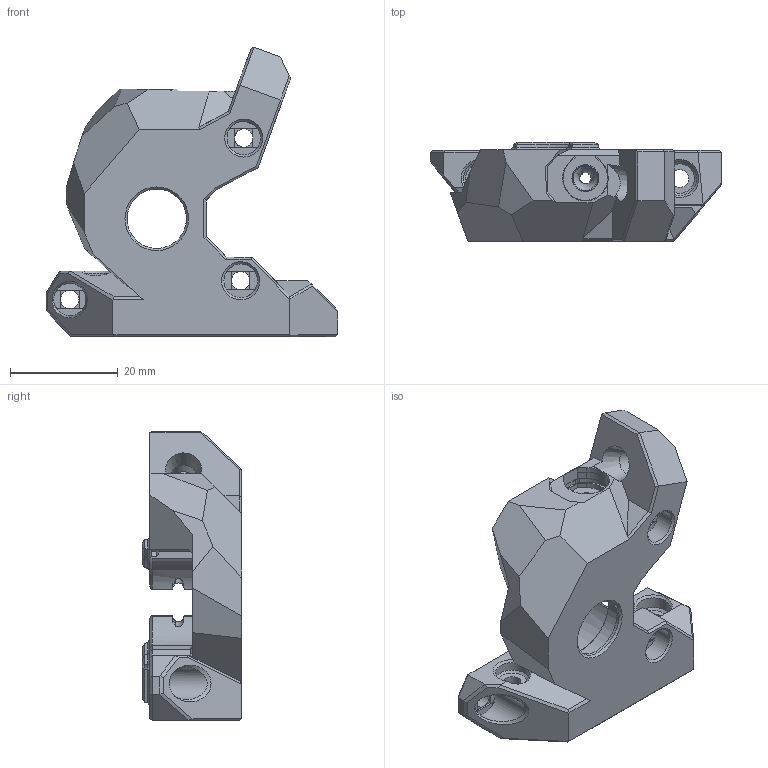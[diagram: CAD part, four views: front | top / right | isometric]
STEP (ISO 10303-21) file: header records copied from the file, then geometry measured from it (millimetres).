
FILE_DESCRIPTION(/* description */ ('','CAx-IF Rec.Pracs.---Representation and Presentation of Product Manufacturing Information (PMI)---4.0---2014-10-13'),/* implementation_level */ '2;1');
FILE_NAME(/* name */ 'WWG2_Dual_Filament_Sensor - modified for A4T - increased bottom bearing tolerance v7.step',/* time_stamp */ '2025-03-09T09:59:36Z',/* author */ (''),/* organization */ (''),/* preprocessor_version */ 'ST-DEVELOPER v20',/* originating_system */ 'Autodesk Translation Framework v13.20.0.188',/* authorisation */ '');
FILE_SCHEMA (('AP242_MANAGED_MODEL_BASED_3D_ENGINEERING_MIM_LF { 1 0 10303 442 1 1 4 }'));
Length unit declared in the file: millimetre
Products named in the file (2): WWG2_Dual_FS; Wristwatch G2 Dual Filament Sensor
Assembly tree (1 placements, depth 2):
  WWG2_Dual_FS
    Wristwatch G2 Dual Filament Sensor
Bounding box: 54.06 x 18.39 x 53.69 mm (x, y, z)
Volume: 15406.3 mm3; surface area: 8591.7 mm2
Topology: 1 solids, 1 shells, 363 faces, 969 edges, 609 vertices
Faces by surface type: plane 265, cylinder 44, cone 44, bspline 7, sphere 2, torus 1
Full cylindrical faces by diameter (mm): 1.6 x4, 3.2 x1, 3.3 x1, 3.4 x3, 3.7 x1, 4.7 x1, 5 x1, 6 x1, 6.2 x2, 6.25 x4, 11 x1, 14.2 x1
Entity records: 12918 total; most frequent: CARTESIAN_POINT 3866, ORIENTED_EDGE 1938, DIRECTION 1801, EDGE_CURVE 969, LINE 687, VECTOR 687, VERTEX_POINT 609, AXIS2_PLACEMENT_3D 557
